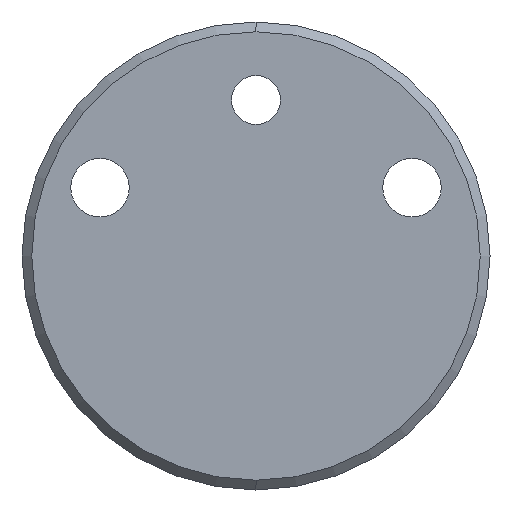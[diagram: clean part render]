
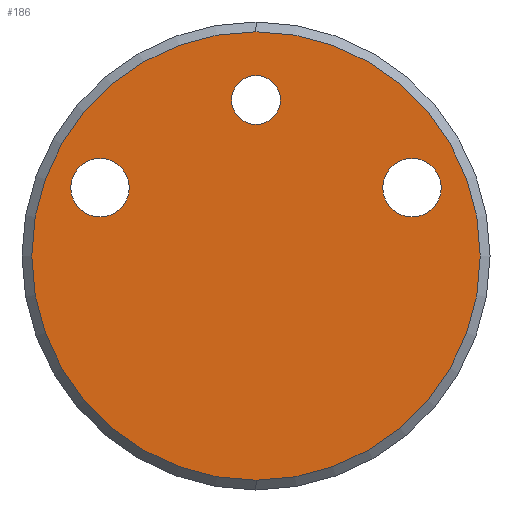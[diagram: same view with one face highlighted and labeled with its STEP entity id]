
A CAD part, left-side view. The second image highlights one B-rep face of the part: STEP entity #186.
In plain terms, the highlighted planar face has unit normal (-1, 0, 0).
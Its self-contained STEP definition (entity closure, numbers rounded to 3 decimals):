
#5 = EDGE_CURVE ( 'NONE', #1492, #1352, #697, .T. ) ;
#21 = PLANE ( 'NONE',  #1288 ) ;
#22 = DIRECTION ( 'NONE',  ( 0., 0., -1. ) ) ;
#28 = DIRECTION ( 'NONE',  ( 0., 0., 1. ) ) ;
#39 = VERTEX_POINT ( 'NONE', #366 ) ;
#56 = FACE_BOUND ( 'NONE', #257, .T. ) ;
#63 = EDGE_CURVE ( 'NONE', #88, #329, #785, .T. ) ;
#88 = VERTEX_POINT ( 'NONE', #963 ) ;
#104 = VERTEX_POINT ( 'NONE', #739 ) ;
#108 = ORIENTED_EDGE ( 'NONE', *, *, #812, .T. ) ;
#111 = EDGE_CURVE ( 'NONE', #104, #742, #1455, .T. ) ;
#125 = CIRCLE ( 'NONE', #840, 2.5 ) ;
#127 = DIRECTION ( 'NONE',  ( 0., 0., 1. ) ) ;
#186 = ADVANCED_FACE ( 'NONE', ( #559, #252, #56, #1242 ), #21, .F. ) ;
#192 = DIRECTION ( 'NONE',  ( -1., 0., 0. ) ) ;
#202 = ORIENTED_EDGE ( 'NONE', *, *, #942, .T. ) ;
#206 = CARTESIAN_POINT ( 'NONE',  ( 0., 16., 4. ) ) ;
#226 = CARTESIAN_POINT ( 'NONE',  ( 0., 0., 23. ) ) ;
#235 = CARTESIAN_POINT ( 'NONE',  ( 0., 16., 7. ) ) ;
#252 = FACE_BOUND ( 'NONE', #773, .T. ) ;
#257 = EDGE_LOOP ( 'NONE', ( #375, #1476 ) ) ;
#292 = CARTESIAN_POINT ( 'NONE',  ( 0., -16., 10. ) ) ;
#310 = DIRECTION ( 'NONE',  ( 0., 0., 1. ) ) ;
#320 = EDGE_LOOP ( 'NONE', ( #202, #108 ) ) ;
#329 = VERTEX_POINT ( 'NONE', #292 ) ;
#342 = CARTESIAN_POINT ( 'NONE',  ( 0., 16., 10. ) ) ;
#344 = EDGE_CURVE ( 'NONE', #1352, #1492, #940, .T. ) ;
#355 = CIRCLE ( 'NONE', #650, 23. ) ;
#366 = CARTESIAN_POINT ( 'NONE',  ( 0., 0., -23. ) ) ;
#375 = ORIENTED_EDGE ( 'NONE', *, *, #344, .F. ) ;
#380 = DIRECTION ( 'NONE',  ( 1., 0., 0. ) ) ;
#430 = AXIS2_PLACEMENT_3D ( 'NONE', #1190, #1051, #22 ) ;
#434 = AXIS2_PLACEMENT_3D ( 'NONE', #1182, #836, #127 ) ;
#450 = CARTESIAN_POINT ( 'NONE',  ( 0., 16., 7. ) ) ;
#535 = CARTESIAN_POINT ( 'NONE',  ( 0., 0., 16. ) ) ;
#536 = ORIENTED_EDGE ( 'NONE', *, *, #1240, .F. ) ;
#542 = CARTESIAN_POINT ( 'NONE',  ( 0., 0., 0. ) ) ;
#546 = CARTESIAN_POINT ( 'NONE',  ( 0., 0., 13.5 ) ) ;
#559 = FACE_BOUND ( 'NONE', #1225, .T. ) ;
#590 = AXIS2_PLACEMENT_3D ( 'NONE', #714, #1203, #28 ) ;
#604 = CIRCLE ( 'NONE', #430, 23. ) ;
#646 = DIRECTION ( 'NONE',  ( -1., 0., 0. ) ) ;
#650 = AXIS2_PLACEMENT_3D ( 'NONE', #542, #646, #763 ) ;
#676 = DIRECTION ( 'NONE',  ( 0., 0., 1. ) ) ;
#697 = CIRCLE ( 'NONE', #1421, 3. ) ;
#700 = ORIENTED_EDGE ( 'NONE', *, *, #111, .F. ) ;
#714 = CARTESIAN_POINT ( 'NONE',  ( 0., -16., 7. ) ) ;
#739 = CARTESIAN_POINT ( 'NONE',  ( 0., 0., 18.5 ) ) ;
#742 = VERTEX_POINT ( 'NONE', #546 ) ;
#763 = DIRECTION ( 'NONE',  ( 0., 0., -1. ) ) ;
#767 = DIRECTION ( 'NONE',  ( 0., 0., 1. ) ) ;
#773 = EDGE_LOOP ( 'NONE', ( #790, #1006 ) ) ;
#785 = CIRCLE ( 'NONE', #590, 3. ) ;
#789 = AXIS2_PLACEMENT_3D ( 'NONE', #450, #1374, #676 ) ;
#790 = ORIENTED_EDGE ( 'NONE', *, *, #955, .F. ) ;
#812 = EDGE_CURVE ( 'NONE', #929, #39, #355, .T. ) ;
#836 = DIRECTION ( 'NONE',  ( -1., 0., 0. ) ) ;
#840 = AXIS2_PLACEMENT_3D ( 'NONE', #991, #192, #767 ) ;
#929 = VERTEX_POINT ( 'NONE', #226 ) ;
#934 = DIRECTION ( 'NONE',  ( 0., 0., -1. ) ) ;
#940 = CIRCLE ( 'NONE', #789, 3. ) ;
#942 = EDGE_CURVE ( 'NONE', #39, #929, #604, .T. ) ;
#955 = EDGE_CURVE ( 'NONE', #329, #88, #1020, .T. ) ;
#963 = CARTESIAN_POINT ( 'NONE',  ( 0., -16., 4. ) ) ;
#991 = CARTESIAN_POINT ( 'NONE',  ( 0., 0., 16. ) ) ;
#1006 = ORIENTED_EDGE ( 'NONE', *, *, #63, .F. ) ;
#1020 = CIRCLE ( 'NONE', #434, 3. ) ;
#1044 = DIRECTION ( 'NONE',  ( 0., 0., 1. ) ) ;
#1051 = DIRECTION ( 'NONE',  ( -1., 0., 0. ) ) ;
#1067 = CARTESIAN_POINT ( 'NONE',  ( 0., 0., 0. ) ) ;
#1098 = DIRECTION ( 'NONE',  ( -1., 0., 0. ) ) ;
#1178 = DIRECTION ( 'NONE',  ( -1., 0., 0. ) ) ;
#1182 = CARTESIAN_POINT ( 'NONE',  ( 0., -16., 7. ) ) ;
#1190 = CARTESIAN_POINT ( 'NONE',  ( 0., 0., 0. ) ) ;
#1203 = DIRECTION ( 'NONE',  ( -1., 0., 0. ) ) ;
#1225 = EDGE_LOOP ( 'NONE', ( #700, #536 ) ) ;
#1240 = EDGE_CURVE ( 'NONE', #742, #104, #125, .T. ) ;
#1242 = FACE_OUTER_BOUND ( 'NONE', #320, .T. ) ;
#1288 = AXIS2_PLACEMENT_3D ( 'NONE', #1067, #380, #934 ) ;
#1314 = AXIS2_PLACEMENT_3D ( 'NONE', #535, #1098, #310 ) ;
#1352 = VERTEX_POINT ( 'NONE', #342 ) ;
#1374 = DIRECTION ( 'NONE',  ( -1., 0., 0. ) ) ;
#1421 = AXIS2_PLACEMENT_3D ( 'NONE', #235, #1178, #1044 ) ;
#1455 = CIRCLE ( 'NONE', #1314, 2.5 ) ;
#1476 = ORIENTED_EDGE ( 'NONE', *, *, #5, .F. ) ;
#1492 = VERTEX_POINT ( 'NONE', #206 ) ;
